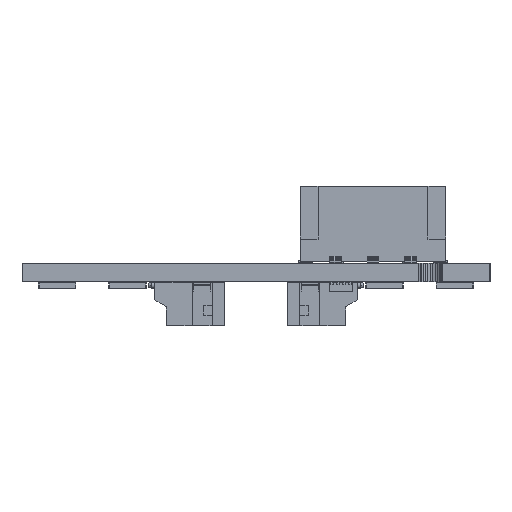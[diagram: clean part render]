
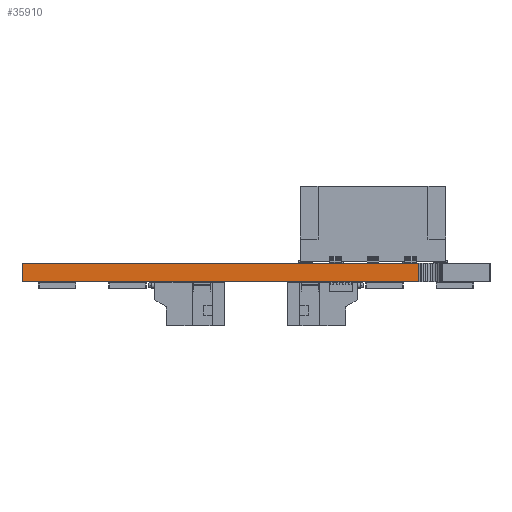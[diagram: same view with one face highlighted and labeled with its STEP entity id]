
A CAD part, left-side view. The second image highlights one B-rep face of the part: STEP entity #35910.
In plain terms, the highlighted planar face has unit normal (-1, 0, 0).
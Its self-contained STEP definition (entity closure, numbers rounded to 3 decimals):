
#26774 = PLANE('',#26775);
#26775 = AXIS2_PLACEMENT_3D('',#26776,#26777,#26778);
#26776 = CARTESIAN_POINT('',(150.,-100.,1.6));
#26777 = DIRECTION('',(-0.,-0.,-1.));
#26778 = DIRECTION('',(-1.,0.,0.));
#26828 = PLANE('',#26829);
#26829 = AXIS2_PLACEMENT_3D('',#26830,#26831,#26832);
#26830 = CARTESIAN_POINT('',(150.,-100.,0.));
#26831 = DIRECTION('',(-0.,-0.,-1.));
#26832 = DIRECTION('',(-1.,0.,0.));
#26861 = PLANE('',#26862);
#26862 = AXIS2_PLACEMENT_3D('',#26863,#26864,#26865);
#26863 = CARTESIAN_POINT('',(118.,-80.,0.));
#26864 = DIRECTION('',(0.,1.,0.));
#26865 = DIRECTION('',(1.,0.,0.));
#28001 = VERTEX_POINT('',#28002);
#28002 = CARTESIAN_POINT('',(118.,-113.85,0.));
#28016 = PLANE('',#28017);
#28017 = AXIS2_PLACEMENT_3D('',#28018,#28019,#28020);
#28018 = CARTESIAN_POINT('',(124.95,-113.85,0.));
#28019 = DIRECTION('',(0.,-1.,0.));
#28020 = DIRECTION('',(-1.,0.,0.));
#28028 = EDGE_CURVE('',#28001,#28029,#28031,.T.);
#28029 = VERTEX_POINT('',#28030);
#28030 = CARTESIAN_POINT('',(118.,-80.,0.));
#28031 = SURFACE_CURVE('',#28032,(#28036,#28043),.PCURVE_S1.);
#28032 = LINE('',#28033,#28034);
#28033 = CARTESIAN_POINT('',(118.,-113.85,0.));
#28034 = VECTOR('',#28035,1.);
#28035 = DIRECTION('',(0.,1.,0.));
#28036 = PCURVE('',#26828,#28037);
#28037 = DEFINITIONAL_REPRESENTATION('',(#28038),#28042);
#28038 = LINE('',#28039,#28040);
#28039 = CARTESIAN_POINT('',(32.,-13.85));
#28040 = VECTOR('',#28041,1.);
#28041 = DIRECTION('',(0.,1.));
#28042 = ( GEOMETRIC_REPRESENTATION_CONTEXT(2) 
PARAMETRIC_REPRESENTATION_CONTEXT() REPRESENTATION_CONTEXT('2D SPACE',''
  ) );
#28043 = PCURVE('',#28044,#28049);
#28044 = PLANE('',#28045);
#28045 = AXIS2_PLACEMENT_3D('',#28046,#28047,#28048);
#28046 = CARTESIAN_POINT('',(118.,-113.85,0.));
#28047 = DIRECTION('',(-1.,0.,0.));
#28048 = DIRECTION('',(0.,1.,0.));
#28049 = DEFINITIONAL_REPRESENTATION('',(#28050),#28054);
#28050 = LINE('',#28051,#28052);
#28051 = CARTESIAN_POINT('',(0.,0.));
#28052 = VECTOR('',#28053,1.);
#28053 = DIRECTION('',(1.,0.));
#28054 = ( GEOMETRIC_REPRESENTATION_CONTEXT(2) 
PARAMETRIC_REPRESENTATION_CONTEXT() REPRESENTATION_CONTEXT('2D SPACE',''
  ) );
#32686 = VERTEX_POINT('',#32687);
#32687 = CARTESIAN_POINT('',(118.,-113.85,1.6));
#32708 = EDGE_CURVE('',#32686,#32709,#32711,.T.);
#32709 = VERTEX_POINT('',#32710);
#32710 = CARTESIAN_POINT('',(118.,-80.,1.6));
#32711 = SURFACE_CURVE('',#32712,(#32716,#32723),.PCURVE_S1.);
#32712 = LINE('',#32713,#32714);
#32713 = CARTESIAN_POINT('',(118.,-113.85,1.6));
#32714 = VECTOR('',#32715,1.);
#32715 = DIRECTION('',(0.,1.,0.));
#32716 = PCURVE('',#26774,#32717);
#32717 = DEFINITIONAL_REPRESENTATION('',(#32718),#32722);
#32718 = LINE('',#32719,#32720);
#32719 = CARTESIAN_POINT('',(32.,-13.85));
#32720 = VECTOR('',#32721,1.);
#32721 = DIRECTION('',(0.,1.));
#32722 = ( GEOMETRIC_REPRESENTATION_CONTEXT(2) 
PARAMETRIC_REPRESENTATION_CONTEXT() REPRESENTATION_CONTEXT('2D SPACE',''
  ) );
#32723 = PCURVE('',#28044,#32724);
#32724 = DEFINITIONAL_REPRESENTATION('',(#32725),#32729);
#32725 = LINE('',#32726,#32727);
#32726 = CARTESIAN_POINT('',(0.,-1.6));
#32727 = VECTOR('',#32728,1.);
#32728 = DIRECTION('',(1.,0.));
#32729 = ( GEOMETRIC_REPRESENTATION_CONTEXT(2) 
PARAMETRIC_REPRESENTATION_CONTEXT() REPRESENTATION_CONTEXT('2D SPACE',''
  ) );
#35860 = EDGE_CURVE('',#28029,#32709,#35861,.T.);
#35861 = SURFACE_CURVE('',#35862,(#35866,#35873),.PCURVE_S1.);
#35862 = LINE('',#35863,#35864);
#35863 = CARTESIAN_POINT('',(118.,-80.,0.));
#35864 = VECTOR('',#35865,1.);
#35865 = DIRECTION('',(0.,0.,1.));
#35866 = PCURVE('',#26861,#35867);
#35867 = DEFINITIONAL_REPRESENTATION('',(#35868),#35872);
#35868 = LINE('',#35869,#35870);
#35869 = CARTESIAN_POINT('',(0.,0.));
#35870 = VECTOR('',#35871,1.);
#35871 = DIRECTION('',(0.,-1.));
#35872 = ( GEOMETRIC_REPRESENTATION_CONTEXT(2) 
PARAMETRIC_REPRESENTATION_CONTEXT() REPRESENTATION_CONTEXT('2D SPACE',''
  ) );
#35873 = PCURVE('',#28044,#35874);
#35874 = DEFINITIONAL_REPRESENTATION('',(#35875),#35879);
#35875 = LINE('',#35876,#35877);
#35876 = CARTESIAN_POINT('',(33.85,0.));
#35877 = VECTOR('',#35878,1.);
#35878 = DIRECTION('',(0.,-1.));
#35879 = ( GEOMETRIC_REPRESENTATION_CONTEXT(2) 
PARAMETRIC_REPRESENTATION_CONTEXT() REPRESENTATION_CONTEXT('2D SPACE',''
  ) );
#35910 = ADVANCED_FACE('',(#35911),#28044,.T.);
#35911 = FACE_BOUND('',#35912,.T.);
#35912 = EDGE_LOOP('',(#35913,#35934,#35935,#35936));
#35913 = ORIENTED_EDGE('',*,*,#35914,.T.);
#35914 = EDGE_CURVE('',#28001,#32686,#35915,.T.);
#35915 = SURFACE_CURVE('',#35916,(#35920,#35927),.PCURVE_S1.);
#35916 = LINE('',#35917,#35918);
#35917 = CARTESIAN_POINT('',(118.,-113.85,0.));
#35918 = VECTOR('',#35919,1.);
#35919 = DIRECTION('',(0.,0.,1.));
#35920 = PCURVE('',#28044,#35921);
#35921 = DEFINITIONAL_REPRESENTATION('',(#35922),#35926);
#35922 = LINE('',#35923,#35924);
#35923 = CARTESIAN_POINT('',(0.,0.));
#35924 = VECTOR('',#35925,1.);
#35925 = DIRECTION('',(0.,-1.));
#35926 = ( GEOMETRIC_REPRESENTATION_CONTEXT(2) 
PARAMETRIC_REPRESENTATION_CONTEXT() REPRESENTATION_CONTEXT('2D SPACE',''
  ) );
#35927 = PCURVE('',#28016,#35928);
#35928 = DEFINITIONAL_REPRESENTATION('',(#35929),#35933);
#35929 = LINE('',#35930,#35931);
#35930 = CARTESIAN_POINT('',(6.95,0.));
#35931 = VECTOR('',#35932,1.);
#35932 = DIRECTION('',(0.,-1.));
#35933 = ( GEOMETRIC_REPRESENTATION_CONTEXT(2) 
PARAMETRIC_REPRESENTATION_CONTEXT() REPRESENTATION_CONTEXT('2D SPACE',''
  ) );
#35934 = ORIENTED_EDGE('',*,*,#32708,.T.);
#35935 = ORIENTED_EDGE('',*,*,#35860,.F.);
#35936 = ORIENTED_EDGE('',*,*,#28028,.F.);
